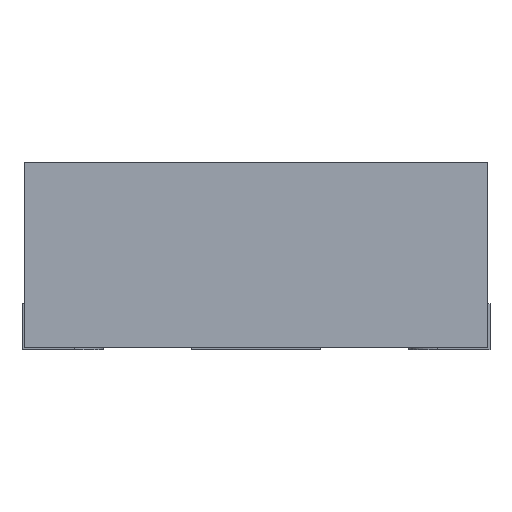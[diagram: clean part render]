
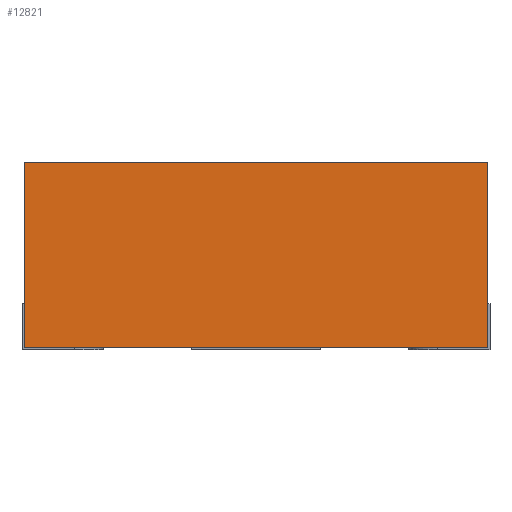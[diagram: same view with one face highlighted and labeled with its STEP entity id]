
A CAD part, front view. The second image highlights one B-rep face of the part: STEP entity #12821.
In plain terms, the highlighted planar face has unit normal (0, -1, 0).
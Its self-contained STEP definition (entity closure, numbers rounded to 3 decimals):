
#649 = DIRECTION ( 'NONE',  ( 1., 0., 0. ) ) ;
#2529 = AXIS2_PLACEMENT_3D ( 'NONE', #18495, #11361, #7784 ) ;
#3592 = CARTESIAN_POINT ( 'NONE',  ( -1., -1., 0.8 ) ) ;
#6727 = ORIENTED_EDGE ( 'NONE', *, *, #9158, .T. ) ;
#6941 = EDGE_CURVE ( 'NONE', #22520, #14105, #14347, .T. ) ;
#7045 = EDGE_CURVE ( 'NONE', #14105, #10668, #23495, .T. ) ;
#7281 = ORIENTED_EDGE ( 'NONE', *, *, #6941, .F. ) ;
#7784 = DIRECTION ( 'NONE',  ( 0., 0., 1. ) ) ;
#8879 = CARTESIAN_POINT ( 'NONE',  ( 1., -1., 0.8 ) ) ;
#9129 = ORIENTED_EDGE ( 'NONE', *, *, #7045, .F. ) ;
#9158 = EDGE_CURVE ( 'NONE', #13663, #10668, #9556, .T. ) ;
#9377 = LINE ( 'NONE', #22197, #14675 ) ;
#9556 = LINE ( 'NONE', #12997, #13112 ) ;
#10668 = VERTEX_POINT ( 'NONE', #17235 ) ;
#10771 = EDGE_LOOP ( 'NONE', ( #6727, #9129, #7281, #12563 ) ) ;
#11233 = PLANE ( 'NONE',  #2529 ) ;
#11361 = DIRECTION ( 'NONE',  ( 0., 1., 0. ) ) ;
#12563 = ORIENTED_EDGE ( 'NONE', *, *, #13393, .T. ) ;
#12821 = ADVANCED_FACE ( 'NONE', ( #15396 ), #11233, .F. ) ;
#12997 = CARTESIAN_POINT ( 'NONE',  ( -1., -1., 0. ) ) ;
#13003 = DIRECTION ( 'NONE',  ( 0., 0., -1. ) ) ;
#13061 = VECTOR ( 'NONE', #13003, 1000. ) ;
#13112 = VECTOR ( 'NONE', #649, 1000. ) ;
#13393 = EDGE_CURVE ( 'NONE', #22520, #13663, #9377, .T. ) ;
#13663 = VERTEX_POINT ( 'NONE', #20956 ) ;
#14105 = VERTEX_POINT ( 'NONE', #8879 ) ;
#14347 = LINE ( 'NONE', #23361, #19147 ) ;
#14675 = VECTOR ( 'NONE', #16975, 1000. ) ;
#15396 = FACE_OUTER_BOUND ( 'NONE', #10771, .T. ) ;
#15643 = DIRECTION ( 'NONE',  ( 1., 0., 0. ) ) ;
#16975 = DIRECTION ( 'NONE',  ( 0., 0., -1. ) ) ;
#17235 = CARTESIAN_POINT ( 'NONE',  ( 1., -1., 0. ) ) ;
#18495 = CARTESIAN_POINT ( 'NONE',  ( -1., -1., 0.8 ) ) ;
#19147 = VECTOR ( 'NONE', #15643, 1000. ) ;
#20060 = CARTESIAN_POINT ( 'NONE',  ( 1., -1., 0.8 ) ) ;
#20956 = CARTESIAN_POINT ( 'NONE',  ( -1., -1., 0. ) ) ;
#22197 = CARTESIAN_POINT ( 'NONE',  ( -1., -1., 0.8 ) ) ;
#22520 = VERTEX_POINT ( 'NONE', #3592 ) ;
#23361 = CARTESIAN_POINT ( 'NONE',  ( -1., -1., 0.8 ) ) ;
#23495 = LINE ( 'NONE', #20060, #13061 ) ;
